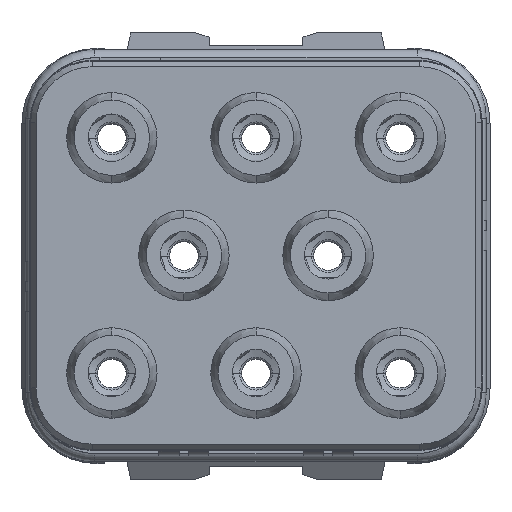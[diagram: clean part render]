
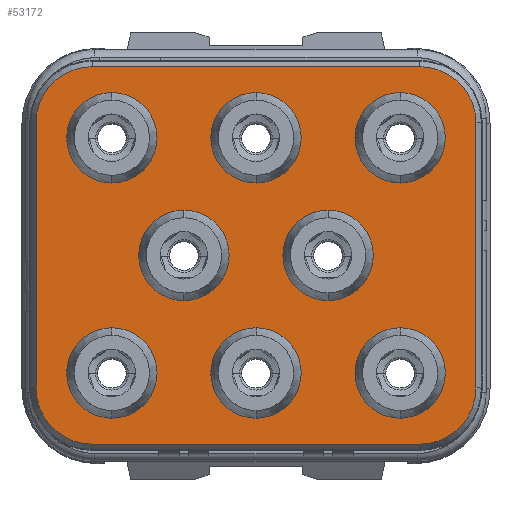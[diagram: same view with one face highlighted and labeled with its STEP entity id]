
A CAD part, top view. The second image highlights one B-rep face of the part: STEP entity #53172.
In plain terms, the highlighted planar face has unit normal (0, 0, 1).
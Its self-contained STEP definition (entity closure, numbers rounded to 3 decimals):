
#5934=CARTESIAN_POINT('',(-5.25,-4.25,4.155));
#5935=DIRECTION('',(0.,0.,1.));
#5936=DIRECTION('',(-1.,0.,0.));
#5937=AXIS2_PLACEMENT_3D('',#5934,#5935,#5936);
#5939=DIRECTION('',(0.,-1.,0.));
#5940=VECTOR('',#5939,8.5);
#5941=CARTESIAN_POINT('',(-7.05,4.25,4.155));
#5942=LINE('',#5941,#5940);
#5943=CARTESIAN_POINT('',(-5.25,4.25,4.155));
#5944=DIRECTION('',(0.,0.,1.));
#5945=DIRECTION('',(0.,1.,0.));
#5946=AXIS2_PLACEMENT_3D('',#5943,#5944,#5945);
#5948=DIRECTION('',(-1.,0.,0.));
#5949=VECTOR('',#5948,10.5);
#5950=CARTESIAN_POINT('',(5.25,6.05,4.155));
#5951=LINE('',#5950,#5949);
#5952=CARTESIAN_POINT('',(5.25,4.25,4.155));
#5953=DIRECTION('',(0.,0.,1.));
#5954=DIRECTION('',(1.,0.,0.));
#5955=AXIS2_PLACEMENT_3D('',#5952,#5953,#5954);
#5957=DIRECTION('',(0.,1.,0.));
#5958=VECTOR('',#5957,8.5);
#5959=CARTESIAN_POINT('',(7.05,-4.25,4.155));
#5960=LINE('',#5959,#5958);
#5961=CARTESIAN_POINT('',(5.25,-4.25,4.155));
#5962=DIRECTION('',(0.,0.,1.));
#5963=DIRECTION('',(0.,-1.,0.));
#5964=AXIS2_PLACEMENT_3D('',#5961,#5962,#5963);
#5966=DIRECTION('',(1.,0.,0.));
#5967=VECTOR('',#5966,10.5);
#5968=CARTESIAN_POINT('',(-5.25,-6.05,4.155));
#5969=LINE('',#5968,#5967);
#5970=CARTESIAN_POINT('',(-2.31,0.,4.155));
#5971=DIRECTION('',(0.,0.,-1.));
#5972=DIRECTION('',(0.,1.,0.));
#5973=AXIS2_PLACEMENT_3D('',#5970,#5971,#5972);
#5975=CARTESIAN_POINT('',(-2.31,0.,4.155));
#5976=DIRECTION('',(0.,0.,-1.));
#5977=DIRECTION('',(0.,-1.,0.));
#5978=AXIS2_PLACEMENT_3D('',#5975,#5976,#5977);
#5980=CARTESIAN_POINT('',(2.31,0.,4.155));
#5981=DIRECTION('',(0.,0.,-1.));
#5982=DIRECTION('',(0.,1.,0.));
#5983=AXIS2_PLACEMENT_3D('',#5980,#5981,#5982);
#5985=CARTESIAN_POINT('',(2.31,0.,4.155));
#5986=DIRECTION('',(0.,0.,-1.));
#5987=DIRECTION('',(0.,-1.,0.));
#5988=AXIS2_PLACEMENT_3D('',#5985,#5986,#5987);
#5990=CARTESIAN_POINT('',(-4.62,-3.77,4.155));
#5991=DIRECTION('',(0.,0.,-1.));
#5992=DIRECTION('',(0.,1.,0.));
#5993=AXIS2_PLACEMENT_3D('',#5990,#5991,#5992);
#5995=CARTESIAN_POINT('',(-4.62,-3.77,4.155));
#5996=DIRECTION('',(0.,0.,-1.));
#5997=DIRECTION('',(0.,-1.,0.));
#5998=AXIS2_PLACEMENT_3D('',#5995,#5996,#5997);
#6000=CARTESIAN_POINT('',(-4.62,3.77,4.155));
#6001=DIRECTION('',(0.,0.,-1.));
#6002=DIRECTION('',(0.,1.,0.));
#6003=AXIS2_PLACEMENT_3D('',#6000,#6001,#6002);
#6005=CARTESIAN_POINT('',(-4.62,3.77,4.155));
#6006=DIRECTION('',(0.,0.,-1.));
#6007=DIRECTION('',(0.,-1.,0.));
#6008=AXIS2_PLACEMENT_3D('',#6005,#6006,#6007);
#6010=CARTESIAN_POINT('',(0.,-3.77,4.155));
#6011=DIRECTION('',(0.,0.,-1.));
#6012=DIRECTION('',(0.,1.,0.));
#6013=AXIS2_PLACEMENT_3D('',#6010,#6011,#6012);
#6015=CARTESIAN_POINT('',(0.,-3.77,4.155));
#6016=DIRECTION('',(0.,0.,-1.));
#6017=DIRECTION('',(0.,-1.,0.));
#6018=AXIS2_PLACEMENT_3D('',#6015,#6016,#6017);
#6020=CARTESIAN_POINT('',(0.,3.77,4.155));
#6021=DIRECTION('',(0.,0.,-1.));
#6022=DIRECTION('',(0.,1.,0.));
#6023=AXIS2_PLACEMENT_3D('',#6020,#6021,#6022);
#6025=CARTESIAN_POINT('',(0.,3.77,4.155));
#6026=DIRECTION('',(0.,0.,-1.));
#6027=DIRECTION('',(0.,-1.,0.));
#6028=AXIS2_PLACEMENT_3D('',#6025,#6026,#6027);
#6030=CARTESIAN_POINT('',(4.62,-3.77,4.155));
#6031=DIRECTION('',(0.,0.,-1.));
#6032=DIRECTION('',(0.,1.,0.));
#6033=AXIS2_PLACEMENT_3D('',#6030,#6031,#6032);
#6035=CARTESIAN_POINT('',(4.62,-3.77,4.155));
#6036=DIRECTION('',(0.,0.,-1.));
#6037=DIRECTION('',(0.,-1.,0.));
#6038=AXIS2_PLACEMENT_3D('',#6035,#6036,#6037);
#6040=CARTESIAN_POINT('',(4.62,3.77,4.155));
#6041=DIRECTION('',(0.,0.,-1.));
#6042=DIRECTION('',(0.,1.,0.));
#6043=AXIS2_PLACEMENT_3D('',#6040,#6041,#6042);
#6045=CARTESIAN_POINT('',(4.62,3.77,4.155));
#6046=DIRECTION('',(0.,0.,-1.));
#6047=DIRECTION('',(0.,-1.,0.));
#6048=AXIS2_PLACEMENT_3D('',#6045,#6046,#6047);
#39400=CARTESIAN_POINT('',(4.62,5.22,4.155));
#39401=CARTESIAN_POINT('',(4.62,2.32,4.155));
#39402=VERTEX_POINT('',#39400);
#39403=VERTEX_POINT('',#39401);
#39416=CARTESIAN_POINT('',(2.31,1.45,4.155));
#39417=CARTESIAN_POINT('',(2.31,-1.45,4.155));
#39418=VERTEX_POINT('',#39416);
#39419=VERTEX_POINT('',#39417);
#39432=CARTESIAN_POINT('',(4.62,-2.32,4.155));
#39433=CARTESIAN_POINT('',(4.62,-5.22,4.155));
#39434=VERTEX_POINT('',#39432);
#39435=VERTEX_POINT('',#39433);
#39448=CARTESIAN_POINT('',(0.,5.22,4.155));
#39449=CARTESIAN_POINT('',(0.,2.32,4.155));
#39450=VERTEX_POINT('',#39448);
#39451=VERTEX_POINT('',#39449);
#39464=CARTESIAN_POINT('',(0.,-2.32,4.155));
#39465=CARTESIAN_POINT('',(0.,-5.22,4.155));
#39466=VERTEX_POINT('',#39464);
#39467=VERTEX_POINT('',#39465);
#39480=CARTESIAN_POINT('',(-4.62,5.22,4.155));
#39481=CARTESIAN_POINT('',(-4.62,2.32,4.155));
#39482=VERTEX_POINT('',#39480);
#39483=VERTEX_POINT('',#39481);
#39496=CARTESIAN_POINT('',(-4.62,-2.32,4.155));
#39497=CARTESIAN_POINT('',(-4.62,-5.22,4.155));
#39498=VERTEX_POINT('',#39496);
#39499=VERTEX_POINT('',#39497);
#39512=CARTESIAN_POINT('',(-2.31,1.45,4.155));
#39513=CARTESIAN_POINT('',(-2.31,-1.45,4.155));
#39514=VERTEX_POINT('',#39512);
#39515=VERTEX_POINT('',#39513);
#40316=CARTESIAN_POINT('',(-7.05,-4.25,4.155));
#40317=CARTESIAN_POINT('',(-5.25,-6.05,4.155));
#40318=VERTEX_POINT('',#40316);
#40319=VERTEX_POINT('',#40317);
#40320=CARTESIAN_POINT('',(5.25,-6.05,4.155));
#40321=VERTEX_POINT('',#40320);
#40322=CARTESIAN_POINT('',(7.05,-4.25,4.155));
#40323=VERTEX_POINT('',#40322);
#40324=CARTESIAN_POINT('',(7.05,4.25,4.155));
#40325=VERTEX_POINT('',#40324);
#40326=CARTESIAN_POINT('',(5.25,6.05,4.155));
#40327=VERTEX_POINT('',#40326);
#40328=CARTESIAN_POINT('',(-5.25,6.05,4.155));
#40329=VERTEX_POINT('',#40328);
#40330=CARTESIAN_POINT('',(-7.05,4.25,4.155));
#40331=VERTEX_POINT('',#40330);
#53109=CARTESIAN_POINT('',(0.,0.,4.155));
#53110=DIRECTION('',(0.,0.,1.));
#53111=DIRECTION('',(1.,0.,0.));
#53112=AXIS2_PLACEMENT_3D('',#53109,#53110,#53111);
#53113=PLANE('',#53112);
#53114=ORIENTED_EDGE('',*,*,#52973,.F.);
#53115=ORIENTED_EDGE('',*,*,#52991,.F.);
#53116=ORIENTED_EDGE('',*,*,#53043,.F.);
#53117=ORIENTED_EDGE('',*,*,#53057,.F.);
#53118=ORIENTED_EDGE('',*,*,#53072,.F.);
#53119=ORIENTED_EDGE('',*,*,#53087,.F.);
#53120=ORIENTED_EDGE('',*,*,#53101,.F.);
#53121=ORIENTED_EDGE('',*,*,#52958,.F.);
#53122=EDGE_LOOP('',(#53114,#53115,#53116,#53117,#53118,#53119,#53120,#53121));
#53123=FACE_OUTER_BOUND('',#53122,.F.);
#53125=ORIENTED_EDGE('',*,*,#53124,.F.);
#53127=ORIENTED_EDGE('',*,*,#53126,.F.);
#53128=EDGE_LOOP('',(#53125,#53127));
#53129=FACE_BOUND('',#53128,.F.);
#53131=ORIENTED_EDGE('',*,*,#53130,.F.);
#53133=ORIENTED_EDGE('',*,*,#53132,.F.);
#53134=EDGE_LOOP('',(#53131,#53133));
#53135=FACE_BOUND('',#53134,.F.);
#53137=ORIENTED_EDGE('',*,*,#53136,.F.);
#53139=ORIENTED_EDGE('',*,*,#53138,.F.);
#53140=EDGE_LOOP('',(#53137,#53139));
#53141=FACE_BOUND('',#53140,.F.);
#53143=ORIENTED_EDGE('',*,*,#53142,.F.);
#53145=ORIENTED_EDGE('',*,*,#53144,.F.);
#53146=EDGE_LOOP('',(#53143,#53145));
#53147=FACE_BOUND('',#53146,.F.);
#53149=ORIENTED_EDGE('',*,*,#53148,.F.);
#53151=ORIENTED_EDGE('',*,*,#53150,.F.);
#53152=EDGE_LOOP('',(#53149,#53151));
#53153=FACE_BOUND('',#53152,.F.);
#53155=ORIENTED_EDGE('',*,*,#53154,.F.);
#53157=ORIENTED_EDGE('',*,*,#53156,.F.);
#53158=EDGE_LOOP('',(#53155,#53157));
#53159=FACE_BOUND('',#53158,.F.);
#53161=ORIENTED_EDGE('',*,*,#53160,.F.);
#53163=ORIENTED_EDGE('',*,*,#53162,.F.);
#53164=EDGE_LOOP('',(#53161,#53163));
#53165=FACE_BOUND('',#53164,.F.);
#53167=ORIENTED_EDGE('',*,*,#53166,.F.);
#53169=ORIENTED_EDGE('',*,*,#53168,.F.);
#53170=EDGE_LOOP('',(#53167,#53169));
#53171=FACE_BOUND('',#53170,.F.);
#53172=ADVANCED_FACE('',(#53123,#53129,#53135,#53141,#53147,#53153,#53159,
#53165,#53171),#53113,.T.);
#5938=CIRCLE('',#5937,1.8);
#5947=CIRCLE('',#5946,1.8);
#5956=CIRCLE('',#5955,1.8);
#5965=CIRCLE('',#5964,1.8);
#5974=CIRCLE('',#5973,1.45);
#5979=CIRCLE('',#5978,1.45);
#5984=CIRCLE('',#5983,1.45);
#5989=CIRCLE('',#5988,1.45);
#5994=CIRCLE('',#5993,1.45);
#5999=CIRCLE('',#5998,1.45);
#6004=CIRCLE('',#6003,1.45);
#6009=CIRCLE('',#6008,1.45);
#6014=CIRCLE('',#6013,1.45);
#6019=CIRCLE('',#6018,1.45);
#6024=CIRCLE('',#6023,1.45);
#6029=CIRCLE('',#6028,1.45);
#6034=CIRCLE('',#6033,1.45);
#6039=CIRCLE('',#6038,1.45);
#6044=CIRCLE('',#6043,1.45);
#6049=CIRCLE('',#6048,1.45);
#52958=EDGE_CURVE('',#40319,#40321,#5969,.T.);
#52973=EDGE_CURVE('',#40318,#40319,#5938,.T.);
#52991=EDGE_CURVE('',#40331,#40318,#5942,.T.);
#53043=EDGE_CURVE('',#40329,#40331,#5947,.T.);
#53057=EDGE_CURVE('',#40327,#40329,#5951,.T.);
#53072=EDGE_CURVE('',#40325,#40327,#5956,.T.);
#53087=EDGE_CURVE('',#40323,#40325,#5960,.T.);
#53101=EDGE_CURVE('',#40321,#40323,#5965,.T.);
#53124=EDGE_CURVE('',#39514,#39515,#5974,.T.);
#53126=EDGE_CURVE('',#39515,#39514,#5979,.T.);
#53130=EDGE_CURVE('',#39418,#39419,#5984,.T.);
#53132=EDGE_CURVE('',#39419,#39418,#5989,.T.);
#53136=EDGE_CURVE('',#39498,#39499,#5994,.T.);
#53138=EDGE_CURVE('',#39499,#39498,#5999,.T.);
#53142=EDGE_CURVE('',#39482,#39483,#6004,.T.);
#53144=EDGE_CURVE('',#39483,#39482,#6009,.T.);
#53148=EDGE_CURVE('',#39466,#39467,#6014,.T.);
#53150=EDGE_CURVE('',#39467,#39466,#6019,.T.);
#53154=EDGE_CURVE('',#39450,#39451,#6024,.T.);
#53156=EDGE_CURVE('',#39451,#39450,#6029,.T.);
#53160=EDGE_CURVE('',#39434,#39435,#6034,.T.);
#53162=EDGE_CURVE('',#39435,#39434,#6039,.T.);
#53166=EDGE_CURVE('',#39402,#39403,#6044,.T.);
#53168=EDGE_CURVE('',#39403,#39402,#6049,.T.);
